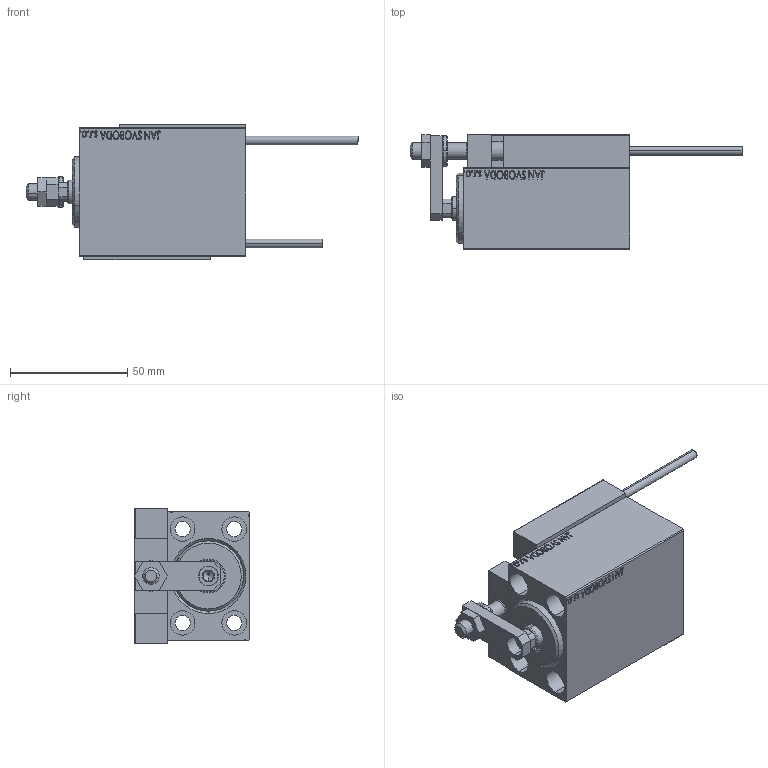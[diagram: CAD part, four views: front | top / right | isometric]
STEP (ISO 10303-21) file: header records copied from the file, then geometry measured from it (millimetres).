
FILE_DESCRIPTION (( 'STEP AP203' ), '1' );
FILE_NAME ('71e2.STEP', '2022-04-17T13:57:33', ( '' ), ( '' ), 'SwSTEP 2.0', 'SolidWorks 2019', '' );
FILE_SCHEMA (( 'CONFIG_CONTROL_DESIGN' ));
Length unit declared in the file: millimetre
Products named in the file (15): SWITCH X 8a9e8319206bf8234d393c59f8459210; ALLEN BOLT D5 8a9e8319206bf8234d393c59f8459210; SWITCH DIM B,W 8a9e8319206bf8234d393c59f8459210; V450CM_C_VCP 8a9e8319206bf8234d393c59f8459210; ALLEN BOLT D8 8a9e8319206bf8234d393c59f8459210; NUT_D12 8a9e8319206bf8234d393c59f8459210; SWITCH_X_FRONT_BACK 8a9e8319206bf8234d393c59f8459210; ZARAZKA 8a9e8319206bf8234d393c59f8459210; MAGNET 8a9e8319206bf8234d393c59f8459210; TYC_L79 8a9e8319206bf8234d393c59f8459210; V450CM_VC_B 8a9e8319206bf8234d393c59f8459210; KONCOVKA 8a9e8319206bf8234d393c59f8459210; V450CM_C_Body 8a9e8319206bf8234d393c59f8459210; Block 8a9e8319206bf8234d393c59f8459210; 71e2
Assembly tree (24 placements, depth 3):
  71e2
    V450CM_C_Body 8a9e8319206bf8234d393c59f8459210
    SWITCH X 8a9e8319206bf8234d393c59f8459210
      SWITCH_X_FRONT_BACK 8a9e8319206bf8234d393c59f8459210  x2
      TYC_L79 8a9e8319206bf8234d393c59f8459210
      Block 8a9e8319206bf8234d393c59f8459210  x2
      ALLEN BOLT D5 8a9e8319206bf8234d393c59f8459210  x4
      ALLEN BOLT D8 8a9e8319206bf8234d393c59f8459210  x4
      MAGNET 8a9e8319206bf8234d393c59f8459210  x2
      KONCOVKA 8a9e8319206bf8234d393c59f8459210  x2
    NUT_D12 8a9e8319206bf8234d393c59f8459210
    SWITCH DIM B,W 8a9e8319206bf8234d393c59f8459210
    ZARAZKA 8a9e8319206bf8234d393c59f8459210
    V450CM_C_VCP 8a9e8319206bf8234d393c59f8459210
    V450CM_VC_B 8a9e8319206bf8234d393c59f8459210
Bounding box: 141.7 x 49 x 58 mm (x, y, z)
Volume: 161747.5 mm3; surface area: 53425.9 mm2
Topology: 23 solids, 23 shells, 1286 faces, 3075 edges, 1967 vertices
Faces by surface type: plane 562, bspline 380, cylinder 190, cone 106, torus 44, sphere 4
Entity records: 50316 total; most frequent: CARTESIAN_POINT 25965, ORIENTED_EDGE 5170, DIRECTION 3481, EDGE_CURVE 2585, VERTEX_POINT 1691, LINE 1487, VECTOR 1487, EDGE_LOOP 1198
